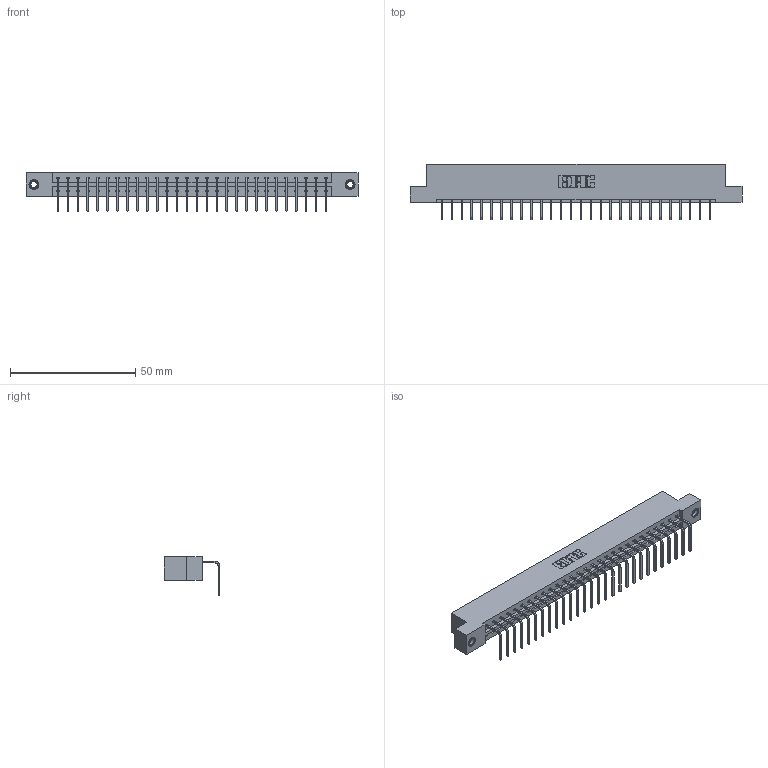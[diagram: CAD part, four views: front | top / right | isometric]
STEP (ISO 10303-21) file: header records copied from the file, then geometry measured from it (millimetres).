
FILE_DESCRIPTION (( 'STEP AP203' ), '1' );
FILE_NAME ('333-028-558-107.STEP', '2018-08-02T15:45:34', ( '' ), ( '' ), 'SwSTEP 2.0', 'SolidWorks 2016', '' );
FILE_SCHEMA (( 'CONFIG_CONTROL_DESIGN' ));
Length unit declared in the file: inch
Products named in the file (4): 333 Part_Flush - .156 Dia - TI; 345-292-001_558 Tail - 2; 345-250-001_345-250-005-103; 333-028-558-107
Assembly tree (31 placements, depth 2):
  333-028-558-107
    333 Part_Flush - .156 Dia - TI
    345-292-001_558 Tail - 2  x28
    345-250-001_345-250-005-103  x2
Bounding box: 132.49 x 22.17 x 15.37 mm (x, y, z)
Volume: 13291.2 mm3; surface area: 14898.9 mm2
Topology: 31 solids, 31 shells, 1854 faces, 5543 edges, 3650 vertices
Faces by surface type: plane 1334, cylinder 504, cone 12, torus 4
Entity records: 20198 total; most frequent: CARTESIAN_POINT 3469, ORIENTED_EDGE 3426, DIRECTION 2987, EDGE_CURVE 1713, LINE 1565, VECTOR 1565, VERTEX_POINT 1136, AXIS2_PLACEMENT_3D 711
